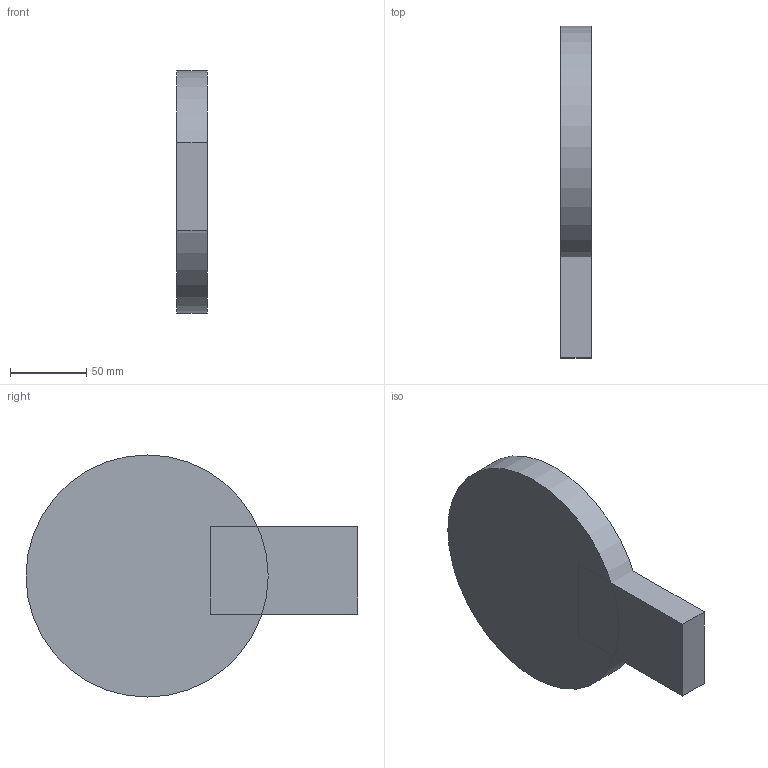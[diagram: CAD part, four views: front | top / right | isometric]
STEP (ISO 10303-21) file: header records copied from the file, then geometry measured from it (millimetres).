
FILE_DESCRIPTION(('CATIA V5 STEP Exchange'),'2;1');
FILE_NAME('test_product_tdx1.stp','2007-08-14T14:52:27+00:00',('none'),('none'),'CATIA Version 5 Release 17 (IN-10)','CATIA V5 STEP AP214','none');
FILE_SCHEMA(('AUTOMOTIVE_DESIGN { 1 0 10303 214 1 1 1 1 }'));
Length unit declared in the file: millimetre
Products named in the file (3): Product1; Part1; Part2
Assembly tree (2 placements, depth 2):
  Product1
    Part1
    Part2
Bounding box: 20 x 217.34 x 158.55 mm (x, y, z)
Volume: 506163.3 mm3; surface area: 66750 mm2
Topology: 2 solids, 2 shells, 10 faces, 18 edges, 12 vertices
Faces by surface type: plane 8, cylinder 2
Entity records: 305 total; most frequent: DIRECTION 44, CARTESIAN_POINT 43, ORIENTED_EDGE 36, EDGE_CURVE 18, AXIS2_PLACEMENT_3D 17, VECTOR 14, LINE 14, VERTEX_POINT 12
